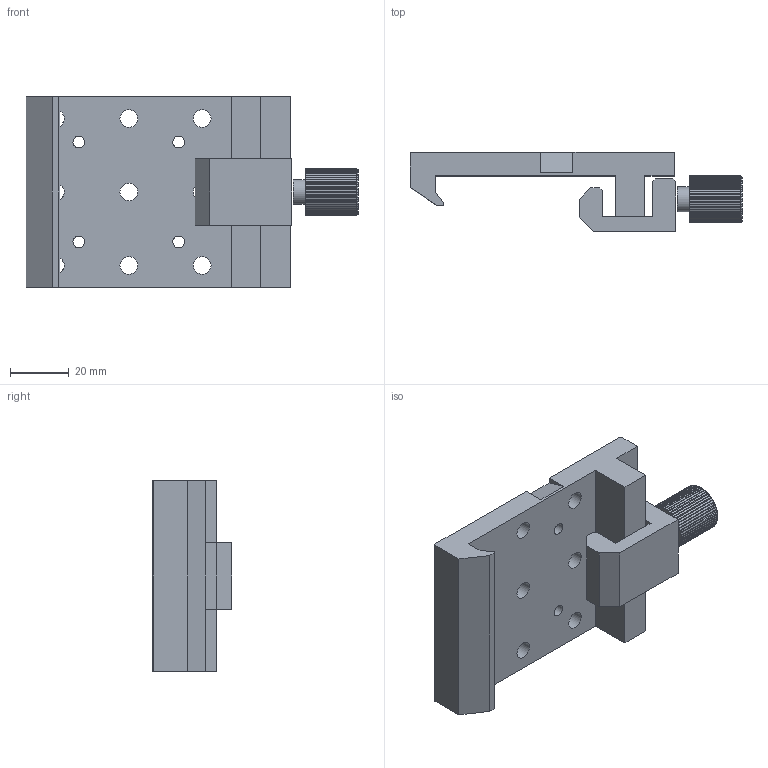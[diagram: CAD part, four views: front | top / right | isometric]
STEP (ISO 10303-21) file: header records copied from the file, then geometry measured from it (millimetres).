
FILE_DESCRIPTION (( 'STEP AP203' ), '1' );
FILE_NAME ('CRL-2.step', '2017-01-11T07:14:41', ( '¦K¬P' ), ( '' ), 'SwSTEP 2.0', 'SolidWorks 2012', '' );
FILE_SCHEMA (( 'CONFIG_CONTROL_DESIGN' ));
Length unit declared in the file: millimetre
Products named in the file (1): CRL-2
Bounding box: 113.06 x 27 x 65 mm (x, y, z)
Surface area: 23306.6 mm2 (no closed solid volume)
Topology: 0 solids, 3 shells, 216 faces, 663 edges, 445 vertices
Faces by surface type: plane 142, cylinder 73, cone 1
Full cylindrical faces by diameter (mm): 4 x4, 6 x9, 8.5 x1
Entity records: 7482 total; most frequent: CARTESIAN_POINT 1626, ORIENTED_EDGE 1252, DIRECTION 1115, EDGE_CURVE 638, VERTEX_POINT 435, AXIS2_PLACEMENT_3D 372, LINE 371, VECTOR 371
